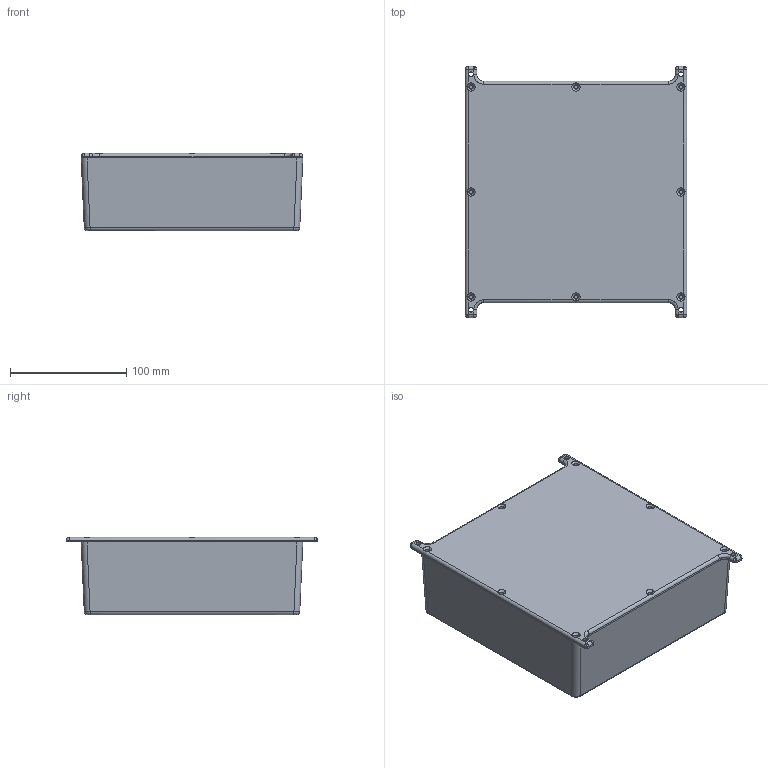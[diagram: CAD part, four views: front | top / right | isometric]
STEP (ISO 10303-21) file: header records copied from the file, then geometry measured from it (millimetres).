
FILE_DESCRIPTION (( 'STEP AP214' ), '1' );
FILE_NAME ('G0478F.STEP', '2017-09-07T08:26:55', ( '' ), ( '' ), 'SwSTEP 2.0', 'SolidWorks 2014', '' );
FILE_SCHEMA (( 'AUTOMOTIVE_DESIGN' ));
Length unit declared in the file: millimetre
Products named in the file (3): G0478F-COVER; G0478-BASE; G0478F
Assembly tree (2 placements, depth 2):
  G0478F
    G0478-BASE
    G0478F-COVER
Bounding box: 190.5 x 216 x 66.5 mm (x, y, z)
Volume: 289721.4 mm3; surface area: 241313.9 mm2
Topology: 2 solids, 2 shells, 387 faces, 1032 edges, 614 vertices
Faces by surface type: cylinder 135, plane 107, cone 75, bspline 70
Entity records: 16406 total; most frequent: CARTESIAN_POINT 7258, ORIENTED_EDGE 2004, DIRECTION 1786, EDGE_CURVE 1002, AXIS2_PLACEMENT_3D 644, VERTEX_POINT 614, VECTOR 498, LINE 498
